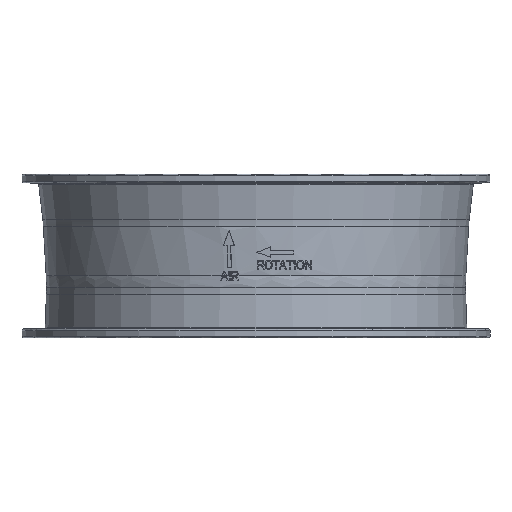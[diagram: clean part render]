
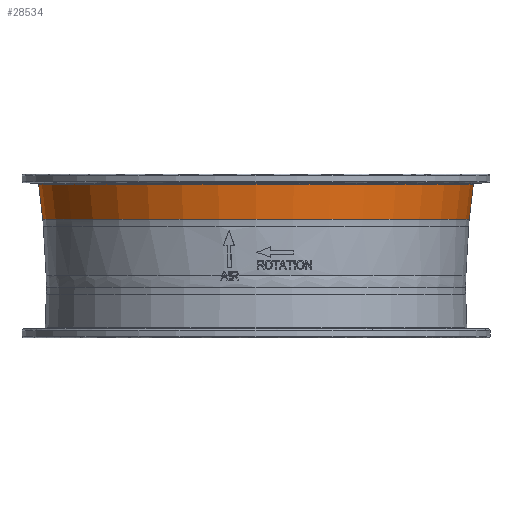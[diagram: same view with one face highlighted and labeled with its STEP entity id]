
A CAD part, left-side view. The second image highlights one B-rep face of the part: STEP entity #28534.
In plain terms, the highlighted conical face has half-angle 6.668 degrees and reference radius 117.959 mm.
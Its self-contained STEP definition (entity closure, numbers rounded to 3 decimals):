
#141 = DIRECTION ( 'NONE',  ( 0., -0.116, 0.993 ) ) ;
#950 = CARTESIAN_POINT ( 'NONE',  ( 0., 117.959, -1.752 ) ) ;
#2157 = EDGE_CURVE ( 'NONE', #33171, #3350, #7849, .T. ) ;
#3163 = AXIS2_PLACEMENT_3D ( 'NONE', #16254, #6880, #7265 ) ;
#3350 = VERTEX_POINT ( 'NONE', #10283 ) ;
#3493 = ORIENTED_EDGE ( 'NONE', *, *, #23097, .T. ) ;
#5309 = ORIENTED_EDGE ( 'NONE', *, *, #2157, .T. ) ;
#6714 = CARTESIAN_POINT ( 'NONE',  ( 0., -117.959, -1.752 ) ) ;
#6738 = VERTEX_POINT ( 'NONE', #16645 ) ;
#6880 = DIRECTION ( 'NONE',  ( 0., 0., 1. ) ) ;
#7265 = DIRECTION ( 'NONE',  ( 0.866, 0.5, 0. ) ) ;
#7849 = LINE ( 'NONE', #6714, #27722 ) ;
#9459 = CARTESIAN_POINT ( 'NONE',  ( 0., -115.722, -20.887 ) ) ;
#10283 = CARTESIAN_POINT ( 'NONE',  ( 0., -117.959, -1.752 ) ) ;
#12966 = LINE ( 'NONE', #950, #34679 ) ;
#14434 = CARTESIAN_POINT ( 'NONE',  ( 0., 0., -1.752 ) ) ;
#16254 = CARTESIAN_POINT ( 'NONE',  ( 0., 0., -20.887 ) ) ;
#16645 = CARTESIAN_POINT ( 'NONE',  ( 0., 115.722, -20.887 ) ) ;
#16880 = CIRCLE ( 'NONE', #28342, 117.959 ) ;
#19039 = EDGE_CURVE ( 'NONE', #3350, #23779, #16880, .T. ) ;
#19413 = CONICAL_SURFACE ( 'NONE', #29290, 117.959, 0.116 ) ;
#22782 = ORIENTED_EDGE ( 'NONE', *, *, #19039, .T. ) ;
#23097 = EDGE_CURVE ( 'NONE', #6738, #33171, #37470, .T. ) ;
#23659 = DIRECTION ( 'NONE',  ( 0., 1., 0. ) ) ;
#23779 = VERTEX_POINT ( 'NONE', #28424 ) ;
#26551 = DIRECTION ( 'NONE',  ( 0., 0., -1. ) ) ;
#27094 = CARTESIAN_POINT ( 'NONE',  ( 0., 0., -1.752 ) ) ;
#27348 = DIRECTION ( 'NONE',  ( 0., -1., 0. ) ) ;
#27722 = VECTOR ( 'NONE', #141, 1000. ) ;
#28325 = ORIENTED_EDGE ( 'NONE', *, *, #37903, .F. ) ;
#28342 = AXIS2_PLACEMENT_3D ( 'NONE', #14434, #26551, #23659 ) ;
#28424 = CARTESIAN_POINT ( 'NONE',  ( 0., 117.959, -1.752 ) ) ;
#28534 = ADVANCED_FACE ( 'NONE', ( #34515 ), #19413, .T. ) ;
#29290 = AXIS2_PLACEMENT_3D ( 'NONE', #27094, #36410, #27348 ) ;
#33171 = VERTEX_POINT ( 'NONE', #9459 ) ;
#34515 = FACE_OUTER_BOUND ( 'NONE', #36820, .T. ) ;
#34574 = DIRECTION ( 'NONE',  ( 0., 0.116, 0.993 ) ) ;
#34679 = VECTOR ( 'NONE', #34574, 1000. ) ;
#36410 = DIRECTION ( 'NONE',  ( 0., 0., 1. ) ) ;
#36820 = EDGE_LOOP ( 'NONE', ( #28325, #3493, #5309, #22782 ) ) ;
#37470 = CIRCLE ( 'NONE', #3163, 115.722 ) ;
#37903 = EDGE_CURVE ( 'NONE', #6738, #23779, #12966, .T. ) ;
